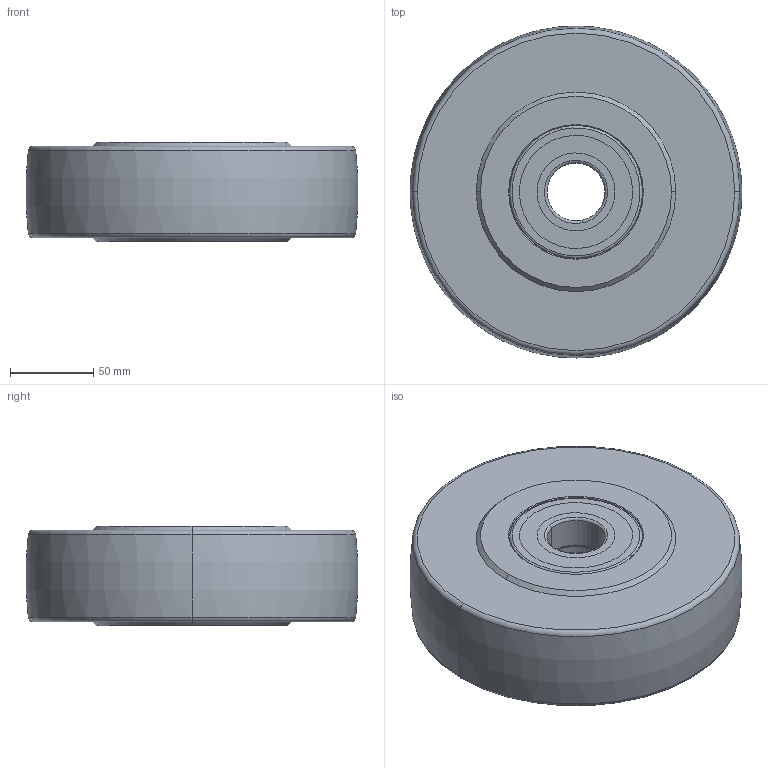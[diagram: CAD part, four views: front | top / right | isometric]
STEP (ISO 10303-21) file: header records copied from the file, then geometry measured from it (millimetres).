
FILE_DESCRIPTION (( 'STEP AP214' ), '1' );
FILE_NAME ('0028334AN.step', '2020-12-14T10:38:58', ( '' ), ( '' ), 'SwSTEP 2.0', 'SolidWorks 2018', '' );
FILE_SCHEMA (( 'AUTOMOTIVE_DESIGN' ));
Length unit declared in the file: millimetre
Products named in the file (1): 0028334AN
Bounding box: 199.65 x 199.65 x 60 mm (x, y, z)
Volume: 1634043.4 mm3; surface area: 179731.1 mm2
Topology: 12 solids, 12 shells, 148 faces, 296 edges, 180 vertices
Faces by surface type: cylinder 66, torus 42, plane 32, cone 8
Entity records: 5715 total; most frequent: DIRECTION 816, CARTESIAN_POINT 625, ORIENTED_EDGE 592, AXIS2_PLACEMENT_3D 371, EDGE_CURVE 296, CIRCLE 222, VERTEX_POINT 180, EDGE_LOOP 180
